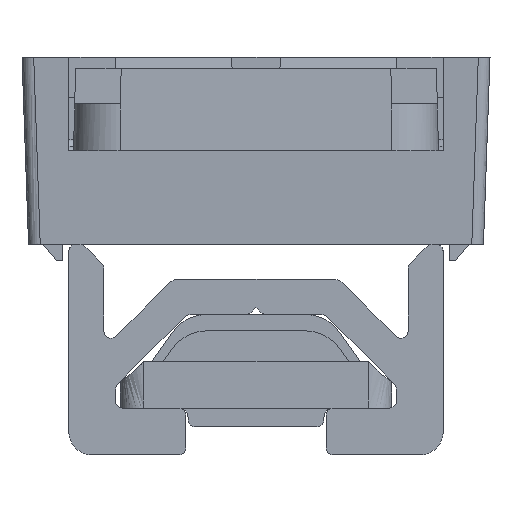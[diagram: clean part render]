
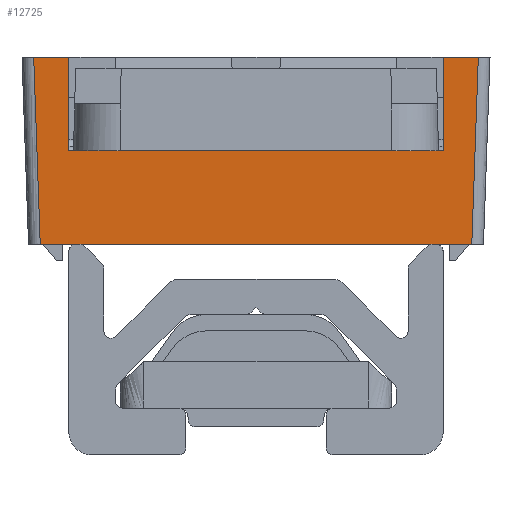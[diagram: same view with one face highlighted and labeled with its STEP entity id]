
A CAD part, front view. The second image highlights one B-rep face of the part: STEP entity #12725.
In plain terms, the highlighted free-form (B-spline) face has degree [1, 1] with [2, 2] control points.
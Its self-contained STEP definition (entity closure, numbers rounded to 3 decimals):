
#41 = CARTESIAN_POINT ( 'NONE',  ( -37.219, -22.701, 8.417 ) ) ;
#254 = CARTESIAN_POINT ( 'NONE',  ( -37.032, -22.515, 3.084 ) ) ;
#322 = ORIENTED_EDGE ( 'NONE', *, *, #5613, .T. ) ;
#383 = VERTEX_POINT ( 'NONE', #1889 ) ;
#571 = CARTESIAN_POINT ( 'NONE',  ( -18.311, -22.795, 11.084 ) ) ;
#811 = B_SPLINE_CURVE_WITH_KNOTS ( 'NONE', 3,
 ( #6584, #41, #10802, #254 ),
 .UNSPECIFIED., .F., .F.,
 ( 4, 4 ),
 ( 0., 1. ),
 .UNSPECIFIED. ) ;
#973 = ORIENTED_EDGE ( 'NONE', *, *, #8475, .T. ) ;
#1309 = CARTESIAN_POINT ( 'NONE',  ( -35.812, -22.795, 11.084 ) ) ;
#1889 = CARTESIAN_POINT ( 'NONE',  ( -19.812, -22.795, 11.084 ) ) ;
#2366 = CARTESIAN_POINT ( 'NONE',  ( -18.591, -22.515, 3.084 ) ) ;
#2895 = CARTESIAN_POINT ( 'NONE',  ( -35.812, -22.795, 11.084 ) ) ;
#3381 = B_SPLINE_CURVE_WITH_KNOTS ( 'NONE', 1,
 ( #3724, #11206 ),
 .UNSPECIFIED., .F., .F.,
 ( 2, 2 ),
 ( 0., 1. ),
 .UNSPECIFIED. ) ;
#3403 = CARTESIAN_POINT ( 'NONE',  ( -37.032, -22.515, 3.084 ) ) ;
#3436 = B_SPLINE_CURVE_WITH_KNOTS ( 'NONE', 1,
 ( #571, #13317 ),
 .UNSPECIFIED., .F., .F.,
 ( 2, 2 ),
 ( 0., 1. ),
 .UNSPECIFIED. ) ;
#3564 = CARTESIAN_POINT ( 'NONE',  ( -35.812, -22.655, 7.084 ) ) ;
#3724 = CARTESIAN_POINT ( 'NONE',  ( -35.812, -22.795, 11.084 ) ) ;
#3798 = CARTESIAN_POINT ( 'NONE',  ( -18.311, -22.795, 11.084 ) ) ;
#4248 = VERTEX_POINT ( 'NONE', #1309 ) ;
#4265 = EDGE_CURVE ( 'NONE', #4548, #7004, #811, .T. ) ;
#4548 = VERTEX_POINT ( 'NONE', #7066 ) ;
#4639 = VERTEX_POINT ( 'NONE', #10702 ) ;
#4844 = EDGE_CURVE ( 'NONE', #10986, #383, #3436, .T. ) ;
#4909 = CARTESIAN_POINT ( 'NONE',  ( -35.812, -22.655, 7.084 ) ) ;
#4922 = CARTESIAN_POINT ( 'NONE',  ( -19.812, -22.655, 7.084 ) ) ;
#5009 = FACE_OUTER_BOUND ( 'NONE', #8337, .T. ) ;
#5079 = CARTESIAN_POINT ( 'NONE',  ( -18.311, -22.515, 3.084 ) ) ;
#5087 = ORIENTED_EDGE ( 'NONE', *, *, #6262, .T. ) ;
#5613 = EDGE_CURVE ( 'NONE', #6820, #4248, #12421, .T. ) ;
#5788 = VERTEX_POINT ( 'NONE', #10788 ) ;
#5970 = B_SPLINE_CURVE_WITH_KNOTS ( 'NONE', 1,
 ( #10187, #4922 ),
 .UNSPECIFIED., .F., .F.,
 ( 2, 2 ),
 ( 0., 1. ),
 .UNSPECIFIED. ) ;
#6155 = CARTESIAN_POINT ( 'NONE',  ( -18.591, -22.515, 3.084 ) ) ;
#6262 = EDGE_CURVE ( 'NONE', #5788, #6820, #6687, .T. ) ;
#6584 = CARTESIAN_POINT ( 'NONE',  ( -37.312, -22.795, 11.084 ) ) ;
#6687 = B_SPLINE_CURVE_WITH_KNOTS ( 'NONE', 1,
 ( #12905, #3564 ),
 .UNSPECIFIED., .F., .F.,
 ( 2, 2 ),
 ( 0., 1. ),
 .UNSPECIFIED. ) ;
#6788 = B_SPLINE_CURVE_WITH_KNOTS ( 'NONE', 1,
 ( #3403, #2366 ),
 .UNSPECIFIED., .F., .F.,
 ( 2, 2 ),
 ( 0., 1. ),
 .UNSPECIFIED. ) ;
#6820 = VERTEX_POINT ( 'NONE', #13682 ) ;
#7004 = VERTEX_POINT ( 'NONE', #11807 ) ;
#7021 = ORIENTED_EDGE ( 'NONE', *, *, #4265, .T. ) ;
#7066 = CARTESIAN_POINT ( 'NONE',  ( -37.312, -22.795, 11.084 ) ) ;
#7923 = EDGE_CURVE ( 'NONE', #383, #5788, #5970, .T. ) ;
#8337 = EDGE_LOOP ( 'NONE', ( #11249, #7021, #973, #12163, #11554, #12318, #5087, #322 ) ) ;
#8475 = EDGE_CURVE ( 'NONE', #7004, #4639, #6788, .T. ) ;
#8959 = CARTESIAN_POINT ( 'NONE',  ( -37.312, -22.515, 3.084 ) ) ;
#9057 = CARTESIAN_POINT ( 'NONE',  ( -18.497, -22.608, 5.75 ) ) ;
#9229 = CARTESIAN_POINT ( 'NONE',  ( -37.312, -22.795, 11.084 ) ) ;
#10072 = B_SPLINE_SURFACE_WITH_KNOTS ( 'NONE', 1, 1, ( 
 ( #9229, #13447 ),
 ( #8959, #5079 ) ),
 .UNSPECIFIED., .F., .F., .F.,
 ( 2, 2 ),
 ( 2, 2 ),
 ( 0., 1. ),
 ( 0., 1. ),
 .UNSPECIFIED. ) ;
#10187 = CARTESIAN_POINT ( 'NONE',  ( -19.812, -22.795, 11.084 ) ) ;
#10671 = EDGE_CURVE ( 'NONE', #4248, #4548, #3381, .T. ) ;
#10702 = CARTESIAN_POINT ( 'NONE',  ( -18.591, -22.515, 3.084 ) ) ;
#10788 = CARTESIAN_POINT ( 'NONE',  ( -19.812, -22.655, 7.084 ) ) ;
#10802 = CARTESIAN_POINT ( 'NONE',  ( -37.126, -22.608, 5.75 ) ) ;
#10986 = VERTEX_POINT ( 'NONE', #12842 ) ;
#11206 = CARTESIAN_POINT ( 'NONE',  ( -37.312, -22.795, 11.084 ) ) ;
#11249 = ORIENTED_EDGE ( 'NONE', *, *, #10671, .T. ) ;
#11554 = ORIENTED_EDGE ( 'NONE', *, *, #4844, .T. ) ;
#11807 = CARTESIAN_POINT ( 'NONE',  ( -37.032, -22.515, 3.084 ) ) ;
#11858 = EDGE_CURVE ( 'NONE', #4639, #10986, #12762, .T. ) ;
#12163 = ORIENTED_EDGE ( 'NONE', *, *, #11858, .T. ) ;
#12318 = ORIENTED_EDGE ( 'NONE', *, *, #7923, .T. ) ;
#12421 = B_SPLINE_CURVE_WITH_KNOTS ( 'NONE', 1,
 ( #4909, #2895 ),
 .UNSPECIFIED., .F., .F.,
 ( 2, 2 ),
 ( 0., 1. ),
 .UNSPECIFIED. ) ;
#12725 = ADVANCED_FACE ( 'NONE', ( #5009 ), #10072, .T. ) ;
#12762 = B_SPLINE_CURVE_WITH_KNOTS ( 'NONE', 3,
 ( #6155, #9057, #13274, #3798 ),
 .UNSPECIFIED., .F., .F.,
 ( 4, 4 ),
 ( 0., 1. ),
 .UNSPECIFIED. ) ;
#12842 = CARTESIAN_POINT ( 'NONE',  ( -18.311, -22.795, 11.084 ) ) ;
#12905 = CARTESIAN_POINT ( 'NONE',  ( -19.812, -22.655, 7.084 ) ) ;
#13274 = CARTESIAN_POINT ( 'NONE',  ( -18.404, -22.701, 8.417 ) ) ;
#13317 = CARTESIAN_POINT ( 'NONE',  ( -19.812, -22.795, 11.084 ) ) ;
#13447 = CARTESIAN_POINT ( 'NONE',  ( -18.311, -22.795, 11.084 ) ) ;
#13682 = CARTESIAN_POINT ( 'NONE',  ( -35.812, -22.655, 7.084 ) ) ;
